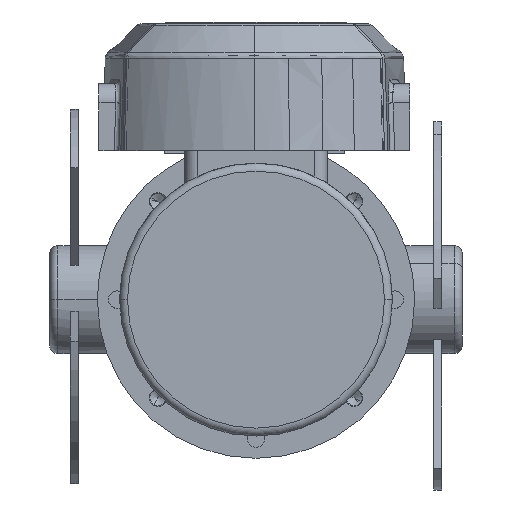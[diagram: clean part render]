
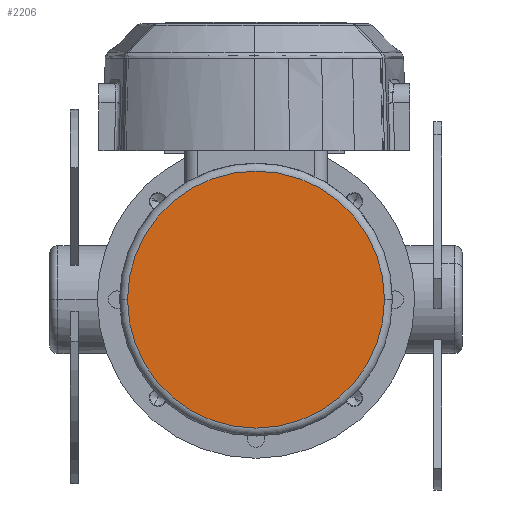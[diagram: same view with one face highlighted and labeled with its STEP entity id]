
A CAD part, front view. The second image highlights one B-rep face of the part: STEP entity #2206.
In plain terms, the highlighted planar face has unit normal (0, -1, 0).
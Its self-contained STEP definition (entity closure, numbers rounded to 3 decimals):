
#2183=CARTESIAN_POINT('Axis2P3D Location',(148.5,-195.,-160.188)) ;
#2188=CARTESIAN_POINT('Axis2P3D Location',(148.5,-195.,-160.188)) ;
#2192=CARTESIAN_POINT('Vertex',(67.5,-195.,-160.188)) ;
#2194=CARTESIAN_POINT('Vertex',(229.5,-195.,-160.188)) ;
#2197=CARTESIAN_POINT('Axis2P3D Location',(148.5,-195.,-160.188)) ;
#2184=DIRECTION('Axis2P3D Direction',(0.,1.,0.)) ;
#2185=DIRECTION('Axis2P3D XDirection',(-1.,0.,0.)) ;
#2189=DIRECTION('Axis2P3D Direction',(0.,1.,0.)) ;
#2198=DIRECTION('Axis2P3D Direction',(0.,1.,0.)) ;
#2186=AXIS2_PLACEMENT_3D('Plane Axis2P3D',#2183,#2184,#2185) ;
#2190=AXIS2_PLACEMENT_3D('Circle Axis2P3D',#2188,#2189,$) ;
#2199=AXIS2_PLACEMENT_3D('Circle Axis2P3D',#2197,#2198,$) ;
#2203=ORIENTED_EDGE('',*,*,#2196,.T.) ;
#2204=ORIENTED_EDGE('',*,*,#2201,.T.) ;
#2206=ADVANCED_FACE('Part1.1\\PartBody',(#2205),#2187,.F.) ;
#2191=CIRCLE('generated circle',#2190,81.) ;
#2200=CIRCLE('generated circle',#2199,81.) ;
#2196=EDGE_CURVE('',#2193,#2195,#2191,.F.) ;
#2201=EDGE_CURVE('',#2195,#2193,#2200,.F.) ;
#2202=EDGE_LOOP('',(#2203,#2204)) ;
#2205=FACE_OUTER_BOUND('',#2202,.T.) ;
#2187=PLANE('',#2186) ;
#2193=VERTEX_POINT('',#2192) ;
#2195=VERTEX_POINT('',#2194) ;
